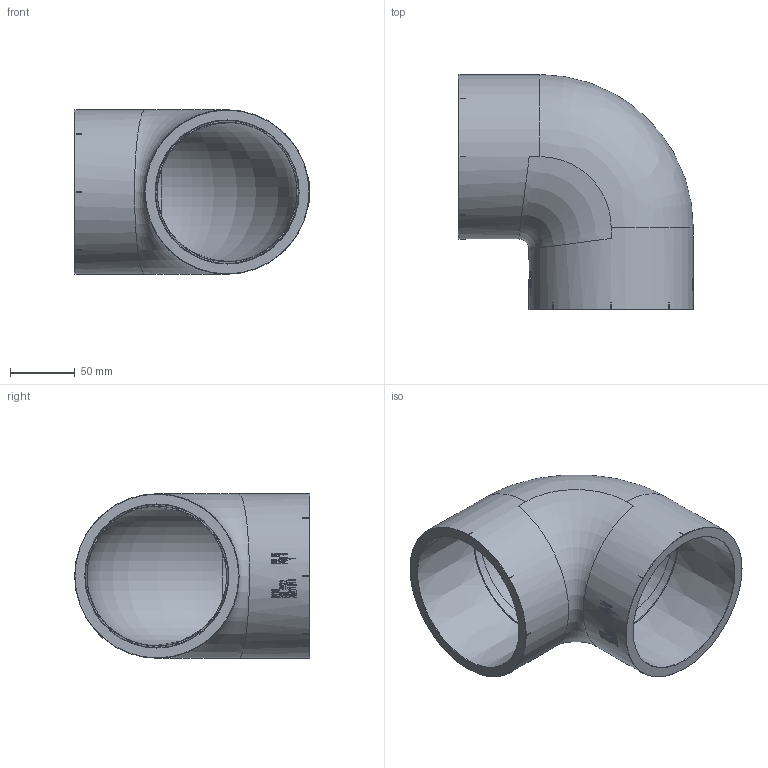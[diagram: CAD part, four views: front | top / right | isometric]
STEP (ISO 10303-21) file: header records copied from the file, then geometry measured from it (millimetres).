
FILE_DESCRIPTION(/* description */ (''),/* implementation_level */ '2;1');
FILE_NAME(/* name */ '110弯头 90°.stp',/* time_stamp */ '2024-09-26T08:41:31+08:00',/* author */ (''),/* organization */ (''),/* preprocessor_version */ 'ST-DEVELOPER v16',/* originating_system */ 'SIEMENS PLM Software NX 10.0',/* authorisation */ '');
FILE_SCHEMA (('AUTOMOTIVE_DESIGN { 1 0 10303 214 3 1 1 1 }'));
Length unit declared in the file: millimetre
Products named in the file (1): gelv16B0C906e8mc
Bounding box: 181.77 x 181.67 x 127.33 mm (x, y, z)
Surface area: 164175.3 mm2 (no closed solid volume)
Topology: 0 solids, 1 shells, 354 faces, 874 edges, 582 vertices
Faces by surface type: plane 150, bspline 98, cylinder 65, sphere 32, torus 5, cone 4
Full cylindrical faces by diameter (mm): 126.95 x2
Entity records: 80474 total; most frequent: CARTESIAN_POINT 73618, ORIENTED_EDGE 1674, EDGE_CURVE 837, B_SPLINE_CURVE_WITH_KNOTS 758, DIRECTION 640, VERTEX_POINT 570, EDGE_LOOP 441, ADVANCED_FACE 354
